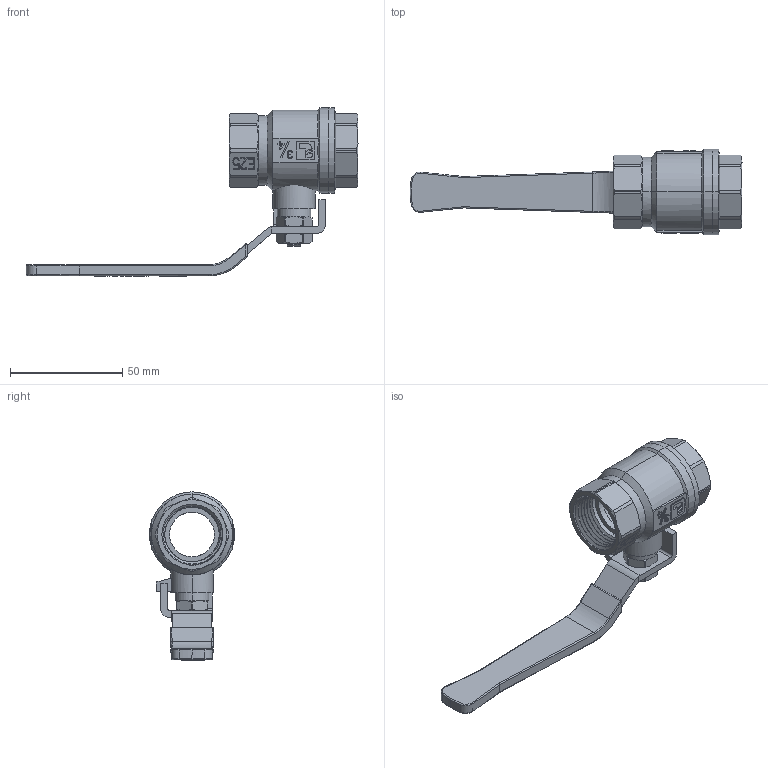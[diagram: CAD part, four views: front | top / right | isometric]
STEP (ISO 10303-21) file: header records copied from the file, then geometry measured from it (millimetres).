
FILE_DESCRIPTION(('STEP AP214'),'1');
FILE_NAME('4902_20_27.stp','2016-07-07T14:31:06',('TraceParts'),('TraceParts S.A.'),'Spatial InterOp 3D',' ',' ');
FILE_SCHEMA(('automotive_design'));
Length unit declared in the file: millimetre
Products named in the file (13): 4902-20-27_ASM|Next assembly relationship#4902-20-27-PIECE-1;4902-20-27-PIECE-1; 4902-20-27_ASM|Next assembly relationship#4902-20-27-PIECE-2;4902-20-27-PIECE-2; 4902-20-27_ASM|Next assembly relationship#4902-20-27-PIECE-3;4902-20-27-PIECE-3; 4902-20-27_ASM|Next assembly relationship#4902-20-27-PIECE-4;4902-20-27-PIECE-4; 4902-20-27_ASM|Next assembly relationship#4902-20-27-PIECE-5;4902-20-27-PIECE-5; 4902-20-27_ASM|Next assembly relationship#4902-20-27-PIECE-6;4902-20-27-PIECE-6; 4902-20-27_ASM|Next assembly relationship#4902-20-27-PIECE-7;4902-20-27-PIECE-7; 4902-20-27_ASM|Next assembly relationship#4902-20-27-PIECE-8;4902-20-27-PIECE-8; 4902-20-27_ASM|Next assembly relationship#4902-20-27-PIECE-9;4902-20-27-PIECE-9; 4902-20-27_ASM|Next assembly relationship#4902-20-27-PIECE-10;4902-20-27-PIECE-10; 4902-20-27_ASM|Next assembly relationship#4902-20-27-PIECE-11;4902-20-27-PIECE-11; 4902-20-27_ASM|Next assembly relationship#4902-20-27-PIECE-12;4902-20-27-PIECE-12; 4902-20-27_ASM|Next assembly relationship#4902-20-27-PIECE-13;4902-20-27-PIECE-13
Bounding box: 148.06 x 38 x 75.01 mm (x, y, z)
Volume: 42470.1 mm3; surface area: 35448.8 mm2
Topology: 13 solids, 13 shells, 1415 faces, 3829 edges, 2492 vertices
Faces by surface type: plane 903, cylinder 245, cone 123, bspline 84, torus 52, sphere 8
Entity records: 53317 total; most frequent: CARTESIAN_POINT 18402, ORIENTED_EDGE 7646, DIRECTION 6519, EDGE_CURVE 3823, LINE 2675, VECTOR 2675, VERTEX_POINT 2490, AXIS2_PLACEMENT_3D 1922
